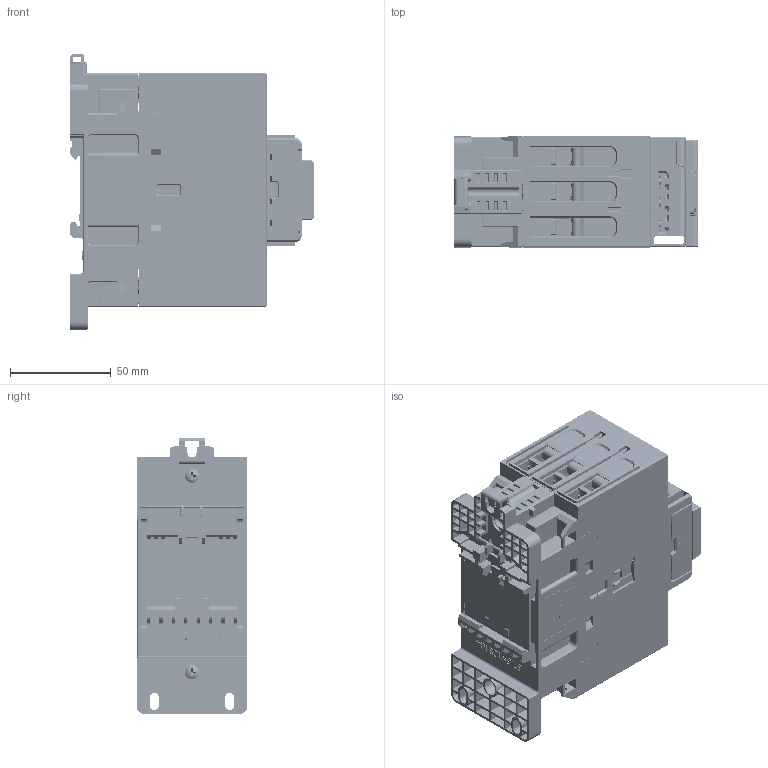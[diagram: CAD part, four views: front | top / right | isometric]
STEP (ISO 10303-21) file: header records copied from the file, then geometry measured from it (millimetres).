
FILE_DESCRIPTION((''),'2;1');
FILE_NAME('2400035400_SW0001','2024-01-10T',('yunfei.yang'),(''),'PRO/ENGINEER BY PARAMETRIC TECHNOLOGY CORPORATION, 2015440','PRO/ENGINEER BY PARAMETRIC TECHNOLOGY CORPORATION, 2015440','');
FILE_SCHEMA(('CONFIG_CONTROL_DESIGN'));
Products named in the file (1): 2400035400_SW0001
Bounding box: 121.6 x 55 x 137.29 mm (x, y, z)
Volume: 517004 mm3; surface area: 183367.4 mm2
Topology: 7 solids, 7 shells, 8326 faces, 22232 edges, 13974 vertices
Faces by surface type: plane 5611, cylinder 1834, extrusion 265, bspline 230, cone 194, torus 164, sphere 28
Entity records: 321391 total; most frequent: CARTESIAN_POINT 116142, ORIENTED_EDGE 44432, DIRECTION 39767, EDGE_CURVE 22216, VECTOR 16955, LINE 16690, VERTEX_POINT 13974, AXIS2_PLACEMENT_3D 11406
